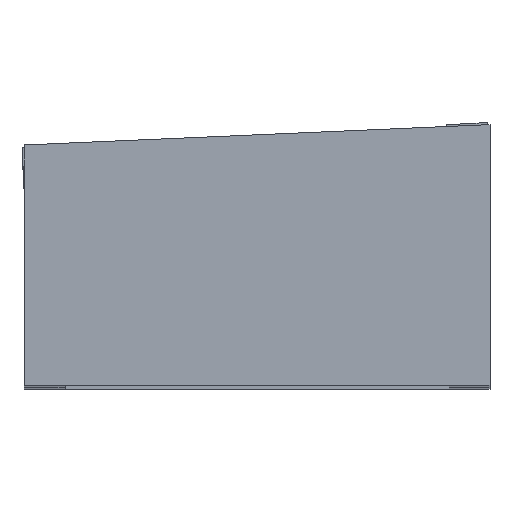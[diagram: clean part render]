
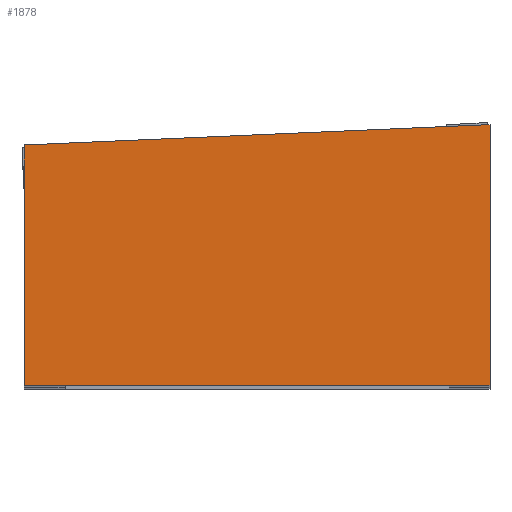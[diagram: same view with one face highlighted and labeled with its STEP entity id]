
A CAD part, top view. The second image highlights one B-rep face of the part: STEP entity #1878.
In plain terms, the highlighted planar face has unit normal (0, 0, 1).
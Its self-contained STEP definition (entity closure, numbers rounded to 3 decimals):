
#32 = LINE ( 'NONE', #1099, #1491 ) ;
#64 = CARTESIAN_POINT ( 'NONE',  ( -114., 0., 1206. ) ) ;
#157 = CARTESIAN_POINT ( 'NONE',  ( 11., 140., 1206. ) ) ;
#168 = AXIS2_PLACEMENT_3D ( 'NONE', #1387, #607, #915 ) ;
#175 = PLANE ( 'NONE',  #168 ) ;
#196 = LINE ( 'NONE', #1434, #539 ) ;
#220 = VECTOR ( 'NONE', #831, 1000. ) ;
#221 = DIRECTION ( 'NONE',  ( 1., 0., 0. ) ) ;
#333 = EDGE_CURVE ( 'NONE', #700, #1524, #196, .T. ) ;
#336 = DIRECTION ( 'NONE',  ( 0.999, 0.044, 0. ) ) ;
#352 = ORIENTED_EDGE ( 'NONE', *, *, #969, .T. ) ;
#380 = EDGE_LOOP ( 'NONE', ( #1531, #787, #352, #984 ) ) ;
#516 = CARTESIAN_POINT ( 'NONE',  ( -239., 0., 1206. ) ) ;
#519 = LINE ( 'NONE', #1929, #220 ) ;
#539 = VECTOR ( 'NONE', #1455, 1000. ) ;
#607 = DIRECTION ( 'NONE',  ( 0., 0., 1. ) ) ;
#669 = CARTESIAN_POINT ( 'NONE',  ( 11., 0., 1206. ) ) ;
#700 = VERTEX_POINT ( 'NONE', #157 ) ;
#787 = ORIENTED_EDGE ( 'NONE', *, *, #1286, .F. ) ;
#831 = DIRECTION ( 'NONE',  ( 0., -1., 0. ) ) ;
#915 = DIRECTION ( 'NONE',  ( 1., 0., 0. ) ) ;
#969 = EDGE_CURVE ( 'NONE', #1884, #1428, #519, .T. ) ;
#984 = ORIENTED_EDGE ( 'NONE', *, *, #1470, .T. ) ;
#1027 = LINE ( 'NONE', #64, #1956 ) ;
#1099 = CARTESIAN_POINT ( 'NONE',  ( -114., 134.542, 1206. ) ) ;
#1286 = EDGE_CURVE ( 'NONE', #1884, #700, #32, .T. ) ;
#1387 = CARTESIAN_POINT ( 'NONE',  ( -239.01, -0.01, 1206. ) ) ;
#1428 = VERTEX_POINT ( 'NONE', #516 ) ;
#1434 = CARTESIAN_POINT ( 'NONE',  ( 11., 70., 1206. ) ) ;
#1455 = DIRECTION ( 'NONE',  ( 0., -1., 0. ) ) ;
#1470 = EDGE_CURVE ( 'NONE', #1428, #1524, #1027, .T. ) ;
#1491 = VECTOR ( 'NONE', #336, 1000. ) ;
#1524 = VERTEX_POINT ( 'NONE', #669 ) ;
#1531 = ORIENTED_EDGE ( 'NONE', *, *, #333, .F. ) ;
#1542 = CARTESIAN_POINT ( 'NONE',  ( -239., 129.085, 1206. ) ) ;
#1606 = FACE_OUTER_BOUND ( 'NONE', #380, .T. ) ;
#1878 = ADVANCED_FACE ( 'NONE', ( #1606 ), #175, .T. ) ;
#1884 = VERTEX_POINT ( 'NONE', #1542 ) ;
#1929 = CARTESIAN_POINT ( 'NONE',  ( -239., 70., 1206. ) ) ;
#1956 = VECTOR ( 'NONE', #221, 1000. ) ;
